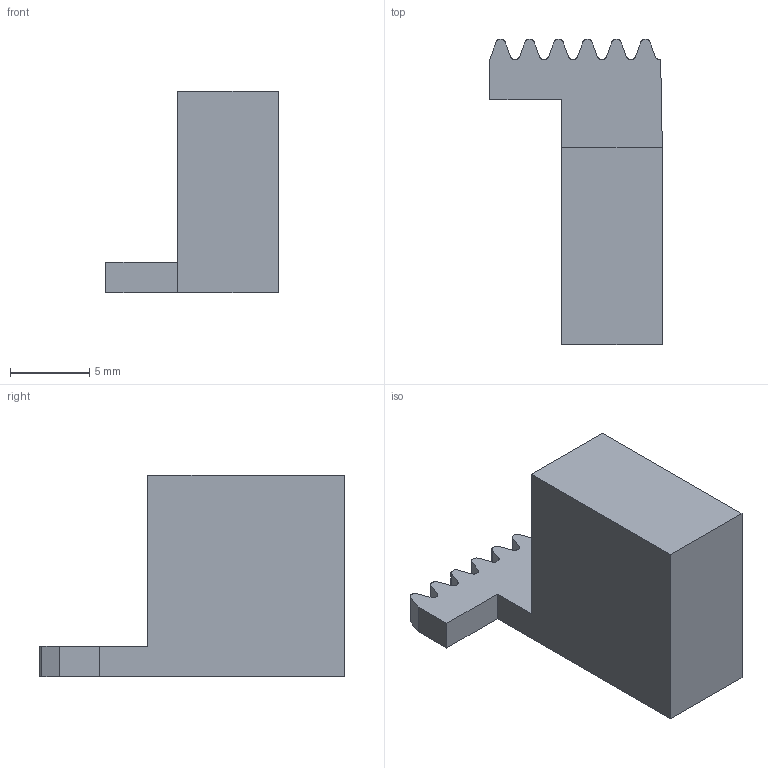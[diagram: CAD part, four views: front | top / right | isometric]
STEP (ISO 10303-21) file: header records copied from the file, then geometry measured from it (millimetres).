
FILE_DESCRIPTION(/* description */ ('STEP AP242 Edition 2','CAx-IF Rec.Pracs.---Representation and Presentation of Product Manufacturing Information (PMI)---4.0---2014-10-13','CAx-IF Rec.Pracs.---3D Tessellated Geometry---0.4---2014-09-14','2;1','CAx-IF Rec.Pracs.---User Defined Attributes---1.5---2016-08-15'),/* implementation_level */ '2;1');
FILE_NAME(/* name */ 'Top Assembly - Rack Part 1',/* time_stamp */ '2025-12-30T10:53:20Z',/* author */ (''),/* organization */ (''),/* preprocessor_version */ 'ST-DEVELOPER v20',/* originating_system */ 'ONSHAPE BY PTC INC, 1.208',/* authorisation */ ' ');
FILE_SCHEMA (('AP242_MANAGED_MODEL_BASED_3D_ENGINEERING_MIM_LF { 1 0 10303 442 3 1 4 }'));
Length unit declared in the file: metre
Products named in the file (1): Rack Part 1
Bounding box: 10.9 x 19.3 x 12.7 mm (x, y, z)
Volume: 1106 mm3; surface area: 799.6 mm2
Topology: 1 solids, 1 shells, 57 faces, 165 edges, 110 vertices
Faces by surface type: plane 34, cylinder 23
Entity records: 1907 total; most frequent: CARTESIAN_POINT 333, ORIENTED_EDGE 330, DIRECTION 327, EDGE_CURVE 165, LINE 119, VECTOR 119, VERTEX_POINT 110, AXIS2_PLACEMENT_3D 104
